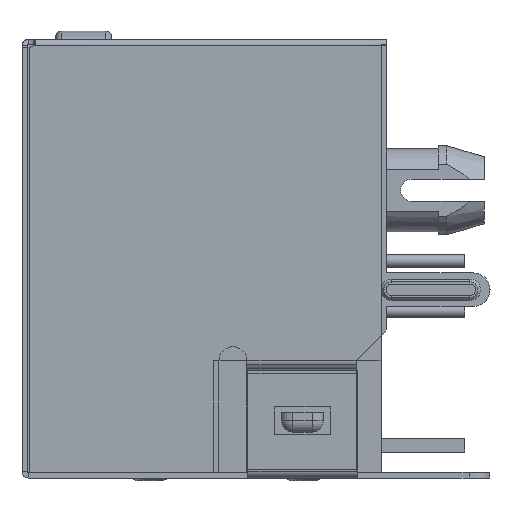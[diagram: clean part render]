
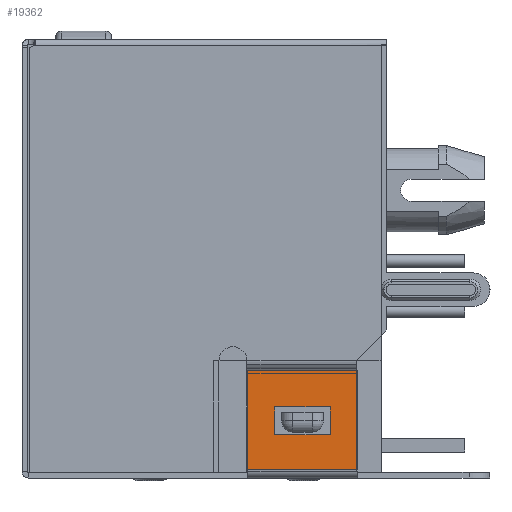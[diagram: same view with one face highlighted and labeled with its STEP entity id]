
A CAD part, left-side view. The second image highlights one B-rep face of the part: STEP entity #19362.
In plain terms, the highlighted planar face has unit normal (-1, 0, 0).
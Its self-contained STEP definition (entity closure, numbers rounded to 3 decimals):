
#100 = DIRECTION ( 'NONE',  ( 0., 1., 0. ) ) ;
#921 = CARTESIAN_POINT ( 'NONE',  ( -31.954, 0., 3.646 ) ) ;
#1962 = CARTESIAN_POINT ( 'NONE',  ( -31.954, -5.475, 3.646 ) ) ;
#2655 = VERTEX_POINT ( 'NONE', #42874 ) ;
#3455 = EDGE_CURVE ( 'NONE', #67967, #12748, #70566, .T. ) ;
#3506 = EDGE_CURVE ( 'NONE', #38629, #21569, #71812, .T. ) ;
#5429 = EDGE_CURVE ( 'NONE', #63408, #67967, #37683, .T. ) ;
#7216 = DIRECTION ( 'NONE',  ( 0., -1., 0. ) ) ;
#8104 = CARTESIAN_POINT ( 'NONE',  ( -31.954, -4.512, 2.348 ) ) ;
#8334 = CARTESIAN_POINT ( 'NONE',  ( -31.954, 0., 0.1 ) ) ;
#8415 = EDGE_CURVE ( 'NONE', #2655, #57488, #75238, .T. ) ;
#8922 = LINE ( 'NONE', #8104, #60447 ) ;
#12436 = CARTESIAN_POINT ( 'NONE',  ( -31.954, -1.55, 0.1 ) ) ;
#12748 = VERTEX_POINT ( 'NONE', #64090 ) ;
#13958 = ORIENTED_EDGE ( 'NONE', *, *, #5429, .T. ) ;
#14894 = EDGE_LOOP ( 'NONE', ( #24966, #82785, #50113, #27264 ) ) ;
#15739 = LINE ( 'NONE', #54840, #49253 ) ;
#16533 = FACE_OUTER_BOUND ( 'NONE', #14894, .T. ) ;
#19362 = ADVANCED_FACE ( 'NONE', ( #16533, #66291 ), #31401, .T. ) ;
#20906 = ORIENTED_EDGE ( 'NONE', *, *, #3455, .T. ) ;
#21487 = AXIS2_PLACEMENT_3D ( 'NONE', #49682, #68374, #76035 ) ;
#21569 = VERTEX_POINT ( 'NONE', #12436 ) ;
#22166 = VECTOR ( 'NONE', #47021, 1000. ) ;
#24862 = EDGE_CURVE ( 'NONE', #12748, #40357, #8922, .T. ) ;
#24935 = CARTESIAN_POINT ( 'NONE',  ( -31.954, -2.512, 2.348 ) ) ;
#24966 = ORIENTED_EDGE ( 'NONE', *, *, #3506, .T. ) ;
#25519 = DIRECTION ( 'NONE',  ( 0., 0., -1. ) ) ;
#27264 = ORIENTED_EDGE ( 'NONE', *, *, #59141, .T. ) ;
#31401 = PLANE ( 'NONE',  #21487 ) ;
#31775 = VECTOR ( 'NONE', #73963, 1000. ) ;
#32821 = VECTOR ( 'NONE', #42796, 1000. ) ;
#34926 = ORIENTED_EDGE ( 'NONE', *, *, #24862, .T. ) ;
#35540 = EDGE_LOOP ( 'NONE', ( #34926, #35872, #13958, #20906 ) ) ;
#35872 = ORIENTED_EDGE ( 'NONE', *, *, #82198, .T. ) ;
#37683 = LINE ( 'NONE', #24935, #32821 ) ;
#38629 = VERTEX_POINT ( 'NONE', #64066 ) ;
#40357 = VERTEX_POINT ( 'NONE', #83598 ) ;
#42796 = DIRECTION ( 'NONE',  ( 0., 0., 1. ) ) ;
#42874 = CARTESIAN_POINT ( 'NONE',  ( -31.954, -5.475, 0.1 ) ) ;
#45563 = CARTESIAN_POINT ( 'NONE',  ( -31.954, -2.512, 2.348 ) ) ;
#47021 = DIRECTION ( 'NONE',  ( 0., -1., 0. ) ) ;
#49253 = VECTOR ( 'NONE', #66347, 1000. ) ;
#49682 = CARTESIAN_POINT ( 'NONE',  ( -31.954, 0., 0. ) ) ;
#50113 = ORIENTED_EDGE ( 'NONE', *, *, #8415, .T. ) ;
#51936 = LINE ( 'NONE', #921, #60200 ) ;
#54840 = CARTESIAN_POINT ( 'NONE',  ( -31.954, -4.512, 1.348 ) ) ;
#54850 = CARTESIAN_POINT ( 'NONE',  ( -31.954, -2.512, 1.348 ) ) ;
#57474 = EDGE_CURVE ( 'NONE', #21569, #2655, #78504, .T. ) ;
#57488 = VERTEX_POINT ( 'NONE', #1962 ) ;
#58649 = CARTESIAN_POINT ( 'NONE',  ( -31.954, -4.512, 2.348 ) ) ;
#59141 = EDGE_CURVE ( 'NONE', #57488, #38629, #51936, .T. ) ;
#60200 = VECTOR ( 'NONE', #100, 1000. ) ;
#60447 = VECTOR ( 'NONE', #80332, 1000. ) ;
#61630 = CARTESIAN_POINT ( 'NONE',  ( -31.954, -5.475, 0. ) ) ;
#63408 = VERTEX_POINT ( 'NONE', #54850 ) ;
#64066 = CARTESIAN_POINT ( 'NONE',  ( -31.954, -1.55, 3.646 ) ) ;
#64090 = CARTESIAN_POINT ( 'NONE',  ( -31.954, -4.512, 2.348 ) ) ;
#66291 = FACE_BOUND ( 'NONE', #35540, .T. ) ;
#66347 = DIRECTION ( 'NONE',  ( 0., 1., 0. ) ) ;
#67967 = VERTEX_POINT ( 'NONE', #45563 ) ;
#68374 = DIRECTION ( 'NONE',  ( -1., 0., 0. ) ) ;
#70566 = LINE ( 'NONE', #58649, #73293 ) ;
#71812 = LINE ( 'NONE', #83747, #81431 ) ;
#73293 = VECTOR ( 'NONE', #7216, 1000. ) ;
#73963 = DIRECTION ( 'NONE',  ( 0., 0., 1. ) ) ;
#75238 = LINE ( 'NONE', #61630, #31775 ) ;
#76035 = DIRECTION ( 'NONE',  ( 0., 0., -1. ) ) ;
#78504 = LINE ( 'NONE', #8334, #22166 ) ;
#80332 = DIRECTION ( 'NONE',  ( 0., 0., -1. ) ) ;
#81431 = VECTOR ( 'NONE', #25519, 1000. ) ;
#82198 = EDGE_CURVE ( 'NONE', #40357, #63408, #15739, .T. ) ;
#82785 = ORIENTED_EDGE ( 'NONE', *, *, #57474, .T. ) ;
#83598 = CARTESIAN_POINT ( 'NONE',  ( -31.954, -4.512, 1.348 ) ) ;
#83747 = CARTESIAN_POINT ( 'NONE',  ( -31.954, -1.55, 0. ) ) ;
